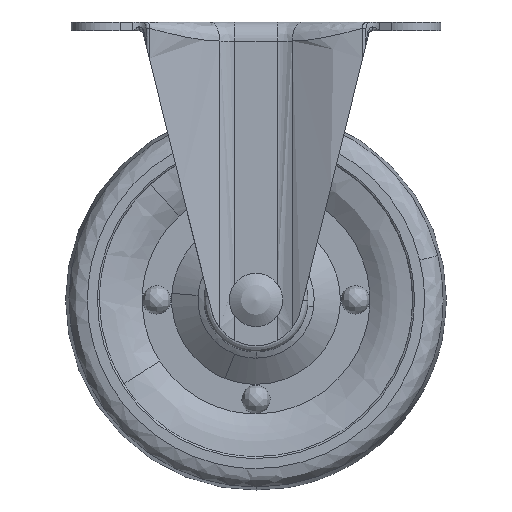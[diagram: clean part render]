
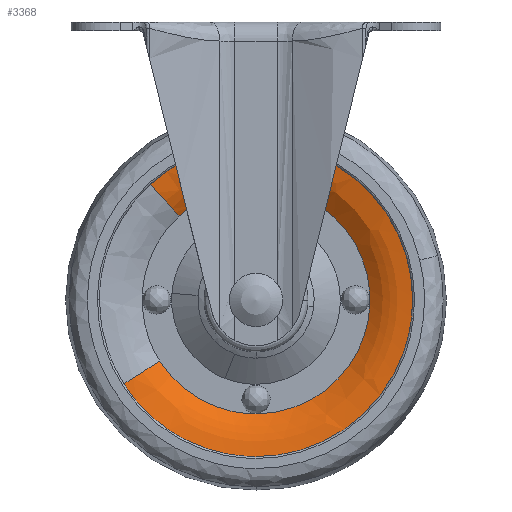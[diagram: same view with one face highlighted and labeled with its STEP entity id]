
A CAD part, front view. The second image highlights one B-rep face of the part: STEP entity #3368.
In plain terms, the highlighted free-form (B-spline) face has degree [2, 2] with [9, 3] control points.
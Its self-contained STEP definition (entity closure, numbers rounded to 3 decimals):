
#3090=CARTESIAN_POINT('',(-27.774,-10.5,-42.669));
#3091=VERTEX_POINT('',#3090);
#3105=CARTESIAN_POINT('',(0.0,-10.5,-31.874));
#3106=VERTEX_POINT('',#3105);
#3107=CARTESIAN_POINT('',(0.0,-10.5,-31.874));
#3108=CARTESIAN_POINT('',(-15.985,-10.5,-31.874));
#3109=CARTESIAN_POINT('',(-27.774,-10.5,-42.669));
#3117=(BOUNDED_CURVE()B_SPLINE_CURVE(2,(#3107,#3108,#3109),.UNSPECIFIED.,.F.,.U.)B_SPLINE_CURVE_WITH_KNOTS((3,3),(0.5,0.618),.UNSPECIFIED.)CURVE()GEOMETRIC_REPRESENTATION_ITEM()RATIONAL_B_SPLINE_CURVE((1.0,0.861,0.854))REPRESENTATION_ITEM(''));
#3118=EDGE_CURVE('',#3106,#3091,#3117,.T.);
#3120=CARTESIAN_POINT('',(40.851,-10.5,-77.749));
#3121=VERTEX_POINT('',#3120);
#3122=CARTESIAN_POINT('',(40.851,-10.5,-77.749));
#3123=CARTESIAN_POINT('',(41.126,-10.5,-75.382));
#3124=CARTESIAN_POINT('',(41.126,-10.5,-73.0));
#3125=CARTESIAN_POINT('',(41.126,-10.5,-31.874));
#3126=CARTESIAN_POINT('',(0.0,-10.5,-31.874));
#3134=(BOUNDED_CURVE()B_SPLINE_CURVE(2,(#3122,#3123,#3124,#3125,#3126),.UNSPECIFIED.,.F.,.U.)B_SPLINE_CURVE_WITH_KNOTS((3,2,3),(0.23,0.25,0.5),.UNSPECIFIED.)CURVE()GEOMETRIC_REPRESENTATION_ITEM()RATIONAL_B_SPLINE_CURVE((0.957,0.977,1.0,0.707,1.0))REPRESENTATION_ITEM(''));
#3135=EDGE_CURVE('',#3121,#3106,#3134,.T.);
#3192=CARTESIAN_POINT('',(0.0,-10.5,-114.126));
#3193=VERTEX_POINT('',#3192);
#3194=CARTESIAN_POINT('',(0.0,-10.5,-114.126));
#3195=CARTESIAN_POINT('',(36.622,-10.5,-114.126));
#3196=CARTESIAN_POINT('',(40.851,-10.5,-77.749));
#3204=(BOUNDED_CURVE()B_SPLINE_CURVE(2,(#3194,#3195,#3196),.UNSPECIFIED.,.F.,.U.)B_SPLINE_CURVE_WITH_KNOTS((3,3),(0.0,0.23),.UNSPECIFIED.)CURVE()GEOMETRIC_REPRESENTATION_ITEM()RATIONAL_B_SPLINE_CURVE((1.0,0.731,0.957))REPRESENTATION_ITEM(''));
#3205=EDGE_CURVE('',#3193,#3121,#3204,.T.);
#3207=CARTESIAN_POINT('',(-34.713,-10.5,-95.053));
#3208=VERTEX_POINT('',#3207);
#3209=CARTESIAN_POINT('',(-34.713,-10.5,-95.053));
#3210=CARTESIAN_POINT('',(-22.596,-10.5,-114.126));
#3211=CARTESIAN_POINT('',(0.0,-10.5,-114.126));
#3219=(BOUNDED_CURVE()B_SPLINE_CURVE(2,(#3209,#3210,#3211),.UNSPECIFIED.,.F.,.U.)B_SPLINE_CURVE_WITH_KNOTS((3,3),(0.842,1.0),.UNSPECIFIED.)CURVE()GEOMETRIC_REPRESENTATION_ITEM()RATIONAL_B_SPLINE_CURVE((0.864,0.815,1.0))REPRESENTATION_ITEM(''));
#3220=EDGE_CURVE('',#3208,#3193,#3219,.T.);
#3252=CARTESIAN_POINT('',(-35.221,-10.52,-95.376));
#3253=CARTESIAN_POINT('',(-33.253,-10.52,-98.473));
#3254=CARTESIAN_POINT('',(-30.774,-10.52,-101.18));
#3255=CARTESIAN_POINT('',(-2.595,-10.52,-131.954));
#3256=CARTESIAN_POINT('',(28.18,-10.52,-103.774));
#3257=CARTESIAN_POINT('',(58.954,-10.52,-75.595));
#3258=CARTESIAN_POINT('',(30.774,-10.52,-44.82));
#3259=CARTESIAN_POINT('',(2.595,-10.52,-14.046));
#3260=CARTESIAN_POINT('',(-28.18,-10.52,-42.226));
#3261=CARTESIAN_POINT('',(-29.253,-10.405,-91.585));
#3262=CARTESIAN_POINT('',(-27.619,-10.405,-94.158));
#3263=CARTESIAN_POINT('',(-25.56,-10.405,-96.405));
#3264=CARTESIAN_POINT('',(-2.155,-10.405,-121.966));
#3265=CARTESIAN_POINT('',(23.405,-10.405,-98.56));
#3266=CARTESIAN_POINT('',(48.966,-10.405,-75.155));
#3267=CARTESIAN_POINT('',(25.56,-10.405,-49.595));
#3268=CARTESIAN_POINT('',(2.155,-10.405,-24.034));
#3269=CARTESIAN_POINT('',(-23.405,-10.405,-47.44));
#3270=CARTESIAN_POINT('',(-24.876,-5.599,-88.804));
#3271=CARTESIAN_POINT('',(-23.486,-5.599,-90.992));
#3272=CARTESIAN_POINT('',(-21.736,-5.599,-92.903));
#3273=CARTESIAN_POINT('',(-1.833,-5.599,-114.639));
#3274=CARTESIAN_POINT('',(19.903,-5.599,-94.736));
#3275=CARTESIAN_POINT('',(41.639,-5.599,-74.833));
#3276=CARTESIAN_POINT('',(21.736,-5.599,-53.097));
#3277=CARTESIAN_POINT('',(1.833,-5.599,-31.361));
#3278=CARTESIAN_POINT('',(-19.903,-5.599,-51.264));
#3286=(BOUNDED_SURFACE()B_SPLINE_SURFACE(2,2,((#3252,#3261,#3270),(#3253,#3262,#3271),(#3254,#3263,#3272),(#3255,#3264,#3273),(#3256,#3265,#3274),(#3257,#3266,#3275),(#3258,#3267,#3276),(#3259,#3268,#3277),(#3260,#3269,#3278)),.UNSPECIFIED.,.F.,.F.,.U.)B_SPLINE_SURFACE_WITH_KNOTS((3,2,2,2,3),(3,3),(0.0,8.296,77.433,146.569,215.705),(0.0,13.658),.UNSPECIFIED.)GEOMETRIC_REPRESENTATION_ITEM()RATIONAL_B_SPLINE_SURFACE(((0.878,0.82,0.879),(0.903,0.844,0.904),(0.936,0.874,0.937),(0.662,0.618,0.663),(0.936,0.874,0.937),(0.662,0.618,0.663),(0.936,0.874,0.937),(0.662,0.618,0.663),(0.936,0.874,0.937)))REPRESENTATION_ITEM('')SURFACE());
#3287=ORIENTED_EDGE('',*,*,#3220,.T.);
#3288=ORIENTED_EDGE('',*,*,#3205,.T.);
#3289=ORIENTED_EDGE('',*,*,#3135,.T.);
#3290=ORIENTED_EDGE('',*,*,#3118,.T.);
#3291=CARTESIAN_POINT('',(-20.205,-6.,-50.934));
#3292=VERTEX_POINT('',#3291);
#3293=CARTESIAN_POINT('',(-27.774,-10.5,-42.669));
#3294=CARTESIAN_POINT('',(-23.464,-10.188,-47.376));
#3295=CARTESIAN_POINT('',(-20.205,-6.,-50.934));
#3303=(BOUNDED_CURVE()B_SPLINE_CURVE(2,(#3293,#3294,#3295),.UNSPECIFIED.,.F.,.U.)B_SPLINE_CURVE_WITH_KNOTS((3,3),(-1.512,-0.472),.UNSPECIFIED.)CURVE()GEOMETRIC_REPRESENTATION_ITEM()RATIONAL_B_SPLINE_CURVE((0.93,0.88,0.932))REPRESENTATION_ITEM(''));
#3304=EDGE_CURVE('',#3091,#3292,#3303,.T.);
#3305=ORIENTED_EDGE('',*,*,#3304,.T.);
#3306=CARTESIAN_POINT('',(0.0,-6.,-43.081));
#3307=VERTEX_POINT('',#3306);
#3308=CARTESIAN_POINT('',(0.0,-6.,-43.081));
#3309=CARTESIAN_POINT('',(-11.629,-6.,-43.081));
#3310=CARTESIAN_POINT('',(-20.205,-6.,-50.934));
#3318=(BOUNDED_CURVE()B_SPLINE_CURVE(2,(#3308,#3309,#3310),.UNSPECIFIED.,.F.,.U.)B_SPLINE_CURVE_WITH_KNOTS((3,3),(0.5,0.618),.UNSPECIFIED.)CURVE()GEOMETRIC_REPRESENTATION_ITEM()RATIONAL_B_SPLINE_CURVE((1.0,0.861,0.854))REPRESENTATION_ITEM(''));
#3319=EDGE_CURVE('',#3307,#3292,#3318,.T.);
#3320=ORIENTED_EDGE('',*,*,#3319,.F.);
#3321=CARTESIAN_POINT('',(0.0,-6.,-102.919));
#3322=VERTEX_POINT('',#3321);
#3323=CARTESIAN_POINT('',(0.0,-6.,-102.919));
#3324=CARTESIAN_POINT('',(29.919,-6.,-102.919));
#3325=CARTESIAN_POINT('',(29.919,-6.,-73.0));
#3326=CARTESIAN_POINT('',(29.919,-6.,-43.081));
#3327=CARTESIAN_POINT('',(0.0,-6.,-43.081));
#3335=(BOUNDED_CURVE()B_SPLINE_CURVE(2,(#3323,#3324,#3325,#3326,#3327),.UNSPECIFIED.,.F.,.U.)B_SPLINE_CURVE_WITH_KNOTS((3,2,3),(0.0,0.25,0.5),.UNSPECIFIED.)CURVE()GEOMETRIC_REPRESENTATION_ITEM()RATIONAL_B_SPLINE_CURVE((1.0,0.707,1.0,0.707,1.0))REPRESENTATION_ITEM(''));
#3336=EDGE_CURVE('',#3322,#3307,#3335,.T.);
#3337=ORIENTED_EDGE('',*,*,#3336,.F.);
#3338=CARTESIAN_POINT('',(-25.254,-6.,-89.044));
#3339=VERTEX_POINT('',#3338);
#3340=CARTESIAN_POINT('',(-25.254,-6.,-89.044));
#3341=CARTESIAN_POINT('',(-16.439,-6.,-102.919));
#3342=CARTESIAN_POINT('',(0.0,-6.,-102.919));
#3350=(BOUNDED_CURVE()B_SPLINE_CURVE(2,(#3340,#3341,#3342),.UNSPECIFIED.,.F.,.U.)B_SPLINE_CURVE_WITH_KNOTS((3,3),(0.842,1.0),.UNSPECIFIED.)CURVE()GEOMETRIC_REPRESENTATION_ITEM()RATIONAL_B_SPLINE_CURVE((0.864,0.815,1.0))REPRESENTATION_ITEM(''));
#3351=EDGE_CURVE('',#3339,#3322,#3350,.T.);
#3352=ORIENTED_EDGE('',*,*,#3351,.F.);
#3353=CARTESIAN_POINT('',(-34.713,-10.5,-95.053));
#3354=CARTESIAN_POINT('',(-29.326,-10.188,-91.631));
#3355=CARTESIAN_POINT('',(-25.254,-6.,-89.044));
#3363=(BOUNDED_CURVE()B_SPLINE_CURVE(2,(#3353,#3354,#3355),.UNSPECIFIED.,.F.,.U.)B_SPLINE_CURVE_WITH_KNOTS((3,3),(-1.512,-0.472),.UNSPECIFIED.)CURVE()GEOMETRIC_REPRESENTATION_ITEM()RATIONAL_B_SPLINE_CURVE((0.873,0.825,0.874))REPRESENTATION_ITEM(''));
#3364=EDGE_CURVE('',#3208,#3339,#3363,.T.);
#3365=ORIENTED_EDGE('',*,*,#3364,.F.);
#3366=EDGE_LOOP('',(#3287,#3288,#3289,#3290,#3305,#3320,#3337,#3352,#3365));
#3367=FACE_OUTER_BOUND('',#3366,.T.);
#3368=ADVANCED_FACE('',(#3367),#3286,.T.);
